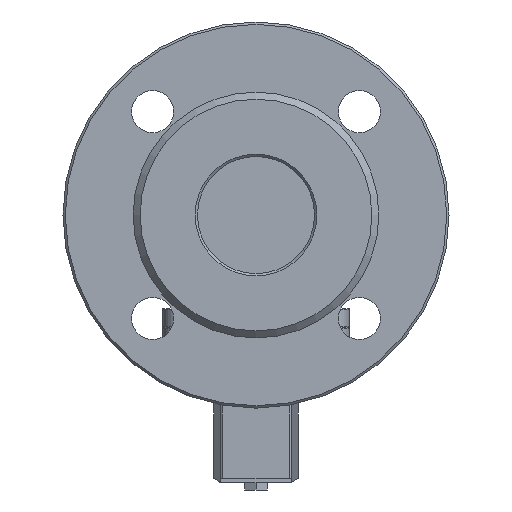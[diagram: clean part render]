
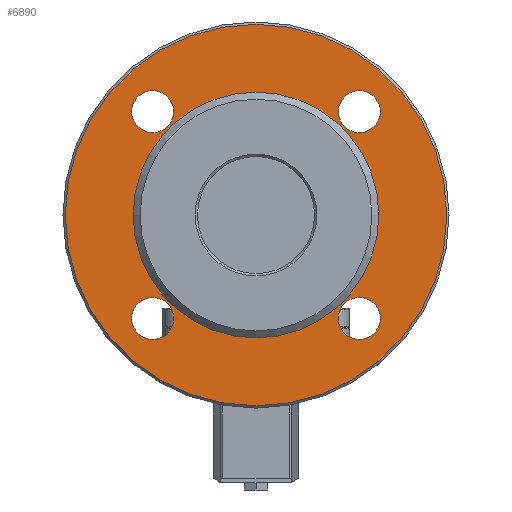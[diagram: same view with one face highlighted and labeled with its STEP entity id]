
A CAD part, left-side view. The second image highlights one B-rep face of the part: STEP entity #6890.
In plain terms, the highlighted planar face has unit normal (-1, 0, 0).
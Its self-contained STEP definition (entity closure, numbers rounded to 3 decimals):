
#175=FACE_BOUND('',#2403,.T.);
#176=FACE_BOUND('',#2404,.T.);
#177=FACE_BOUND('',#2405,.T.);
#178=FACE_BOUND('',#2406,.T.);
#179=FACE_BOUND('',#2407,.T.);
#434=PLANE('',#7584);
#1988=FACE_OUTER_BOUND('',#2402,.T.);
#2402=EDGE_LOOP('',(#6079));
#2403=EDGE_LOOP('',(#6080));
#2404=EDGE_LOOP('',(#6081));
#2405=EDGE_LOOP('',(#6082));
#2406=EDGE_LOOP('',(#6083));
#2407=EDGE_LOOP('',(#6084));
#2669=CIRCLE('',#7583,81.5);
#2670=CIRCLE('',#7585,52.5);
#2671=CIRCLE('',#7586,9.);
#2672=CIRCLE('',#7587,9.);
#2673=CIRCLE('',#7588,9.);
#2674=CIRCLE('',#7589,9.);
#3265=VERTEX_POINT('',#12775);
#3266=VERTEX_POINT('',#12779);
#3267=VERTEX_POINT('',#12781);
#3268=VERTEX_POINT('',#12783);
#3269=VERTEX_POINT('',#12785);
#3270=VERTEX_POINT('',#12787);
#4205=EDGE_CURVE('',#3265,#3265,#2669,.T.);
#4206=EDGE_CURVE('',#3266,#3266,#2670,.T.);
#4207=EDGE_CURVE('',#3267,#3267,#2671,.T.);
#4208=EDGE_CURVE('',#3268,#3268,#2672,.T.);
#4209=EDGE_CURVE('',#3269,#3269,#2673,.T.);
#4210=EDGE_CURVE('',#3270,#3270,#2674,.T.);
#6079=ORIENTED_EDGE('',*,*,#4205,.F.);
#6080=ORIENTED_EDGE('',*,*,#4206,.F.);
#6081=ORIENTED_EDGE('',*,*,#4207,.F.);
#6082=ORIENTED_EDGE('',*,*,#4208,.F.);
#6083=ORIENTED_EDGE('',*,*,#4209,.F.);
#6084=ORIENTED_EDGE('',*,*,#4210,.F.);
#6890=ADVANCED_FACE('',(#1988,#175,#176,#177,#178,#179),#434,.F.);
#7583=AXIS2_PLACEMENT_3D('',#12777,#9448,#9449);
#7584=AXIS2_PLACEMENT_3D('',#12778,#9450,#9451);
#7585=AXIS2_PLACEMENT_3D('',#12780,#9452,#9453);
#7586=AXIS2_PLACEMENT_3D('',#12782,#9454,#9455);
#7587=AXIS2_PLACEMENT_3D('',#12784,#9456,#9457);
#7588=AXIS2_PLACEMENT_3D('',#12786,#9458,#9459);
#7589=AXIS2_PLACEMENT_3D('',#12788,#9460,#9461);
#9448=DIRECTION('center_axis',(1.,0.,0.));
#9449=DIRECTION('ref_axis',(0.,0.,1.));
#9450=DIRECTION('center_axis',(1.,0.,0.));
#9451=DIRECTION('ref_axis',(0.,0.,-1.));
#9452=DIRECTION('center_axis',(-1.,0.,0.));
#9453=DIRECTION('ref_axis',(0.,-1.,0.));
#9454=DIRECTION('center_axis',(-1.,0.,0.));
#9455=DIRECTION('ref_axis',(0.,0.,1.));
#9456=DIRECTION('center_axis',(-1.,0.,0.));
#9457=DIRECTION('ref_axis',(0.,0.,1.));
#9458=DIRECTION('center_axis',(-1.,0.,0.));
#9459=DIRECTION('ref_axis',(0.,0.,1.));
#9460=DIRECTION('center_axis',(-1.,0.,0.));
#9461=DIRECTION('ref_axis',(0.,0.,1.));
#12775=CARTESIAN_POINT('',(3.,0.,-81.5));
#12777=CARTESIAN_POINT('Origin',(3.,0.,0.));
#12778=CARTESIAN_POINT('Origin',(3.,0.,0.));
#12779=CARTESIAN_POINT('',(3.,52.5,0.));
#12780=CARTESIAN_POINT('Origin',(3.,0.,0.));
#12781=CARTESIAN_POINT('',(3.,-44.194,35.194));
#12782=CARTESIAN_POINT('Origin',(3.,-44.194,44.194));
#12783=CARTESIAN_POINT('',(3.,44.194,35.194));
#12784=CARTESIAN_POINT('Origin',(3.,44.194,44.194));
#12785=CARTESIAN_POINT('',(3.,44.194,-53.194));
#12786=CARTESIAN_POINT('Origin',(3.,44.194,-44.194));
#12787=CARTESIAN_POINT('',(3.,-44.194,-53.194));
#12788=CARTESIAN_POINT('Origin',(3.,-44.194,-44.194));
